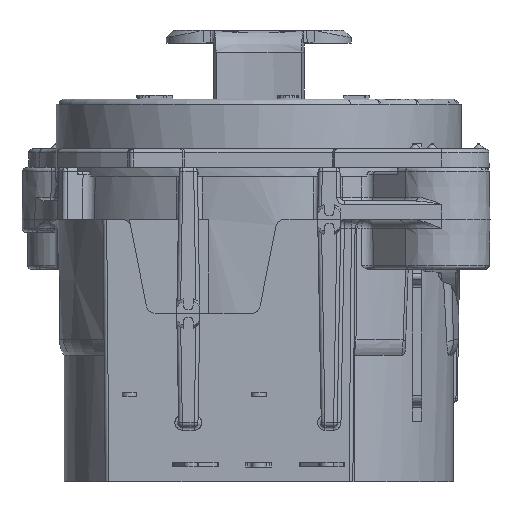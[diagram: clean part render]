
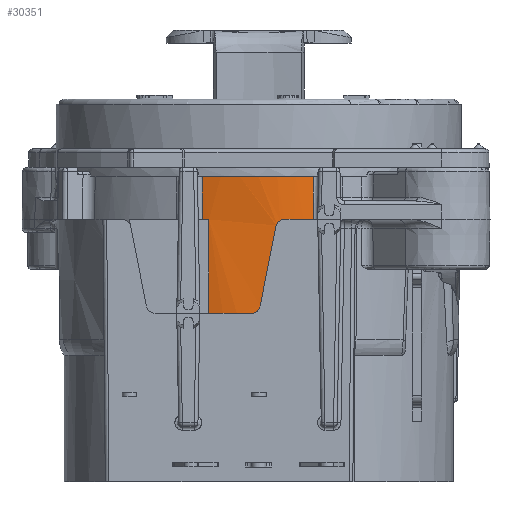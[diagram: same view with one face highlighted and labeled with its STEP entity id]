
A CAD part, front view. The second image highlights one B-rep face of the part: STEP entity #30351.
In plain terms, the highlighted conical face has half-angle 1 degrees and reference radius 10.924 mm.
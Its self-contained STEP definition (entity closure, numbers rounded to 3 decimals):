
#5732=CARTESIAN_POINT('',(0.,0.,-6.51));
#5733=DIRECTION('',(0.,0.,1.));
#5734=DIRECTION('',(-0.277,-0.961,0.));
#5735=AXIS2_PLACEMENT_3D('',#5732,#5733,#5734);
#5750=CARTESIAN_POINT('',(2.971,-10.445,
-4.2));
#5751=CARTESIAN_POINT('',(2.967,-10.451,
-4.454));
#5752=CARTESIAN_POINT('',(2.958,-10.463,
-4.963));
#5753=CARTESIAN_POINT('',(2.945,-10.481,
-5.733));
#5754=CARTESIAN_POINT('',(2.935,-10.493,
-6.25));
#5755=CARTESIAN_POINT('',(2.931,-10.499,
-6.51));
#5757=CARTESIAN_POINT('',(-2.695,-10.653,-11.59));
#5758=CARTESIAN_POINT('',(-2.695,-10.643,
-11.026));
#5759=CARTESIAN_POINT('',(-2.695,-10.623,
-9.897));
#5760=CARTESIAN_POINT('',(-2.695,-10.592,
-8.203));
#5761=CARTESIAN_POINT('',(-2.695,-10.572,
-7.074));
#5762=CARTESIAN_POINT('',(-2.695,-10.562,-6.51));
#5764=CARTESIAN_POINT('',(-3.019,-10.473,
-6.51));
#5765=CARTESIAN_POINT('',(-3.023,-10.467,
-6.253));
#5766=CARTESIAN_POINT('',(-3.03,-10.455,
-5.74));
#5767=CARTESIAN_POINT('',(-3.044,-10.437,
-4.97));
#5768=CARTESIAN_POINT('',(-3.054,-10.426,
-4.457));
#5769=CARTESIAN_POINT('',(-3.058,-10.42,
-4.2));
#5771=CARTESIAN_POINT('',(0.,0.,-4.2));
#5772=DIRECTION('',(0.,0.,-1.));
#5773=DIRECTION('',(0.274,-0.962,0.));
#5774=AXIS2_PLACEMENT_3D('',#5771,#5772,#5773);
#5776=CARTESIAN_POINT('',(0.,0.,-4.2));
#5777=DIRECTION('',(0.,0.,-1.));
#5778=DIRECTION('',(0.,-1.,0.));
#5779=AXIS2_PLACEMENT_3D('',#5776,#5777,#5778);
#9448=CARTESIAN_POINT('',(2.931,-10.499,
-6.51));
#9454=CARTESIAN_POINT('',(0.,0.,-6.51));
#9455=DIRECTION('',(0.,0.,1.));
#9456=DIRECTION('',(0.129,-0.992,0.));
#9457=AXIS2_PLACEMENT_3D('',#9454,#9455,#9456);
#9469=CARTESIAN_POINT('',(0.921,-10.868,
-6.913));
#9470=CARTESIAN_POINT('',(0.929,-10.867,
-6.868));
#9471=CARTESIAN_POINT('',(0.959,-10.863,
-6.781));
#9472=CARTESIAN_POINT('',(1.04,-10.853,
-6.666));
#9473=CARTESIAN_POINT('',(1.144,-10.841,
-6.58));
#9474=CARTESIAN_POINT('',(1.272,-10.826,
-6.523));
#9475=CARTESIAN_POINT('',(1.365,-10.814,-6.51));
#9476=CARTESIAN_POINT('',(1.411,-10.808,-6.51));
#9482=CARTESIAN_POINT('',(0.079,-10.981,
-11.187));
#9483=CARTESIAN_POINT('',(0.36,-10.954,
-9.762));
#9484=CARTESIAN_POINT('',(0.64,-10.917,
-8.338));
#9485=CARTESIAN_POINT('',(0.921,-10.868,
-6.913));
#9501=CARTESIAN_POINT('',(-0.411,-10.981,-11.59));
#9502=CARTESIAN_POINT('',(-0.358,-10.983,-11.59));
#9503=CARTESIAN_POINT('',(-0.25,-10.986,
-11.573));
#9504=CARTESIAN_POINT('',(-0.106,-10.987,
-11.497));
#9505=CARTESIAN_POINT('',(-0.031,-10.986,
-11.419));
#9506=CARTESIAN_POINT('',(0.,-10.985,
-11.374));
#9508=CARTESIAN_POINT('',(0.,-10.985,
-11.374));
#9509=CARTESIAN_POINT('',(0.013,-10.985,
-11.356));
#9510=CARTESIAN_POINT('',(0.036,-10.984,
-11.316));
#9511=CARTESIAN_POINT('',(0.063,-10.983,
-11.253));
#9512=CARTESIAN_POINT('',(0.075,-10.982,
-11.209));
#9513=CARTESIAN_POINT('',(0.079,-10.981,
-11.187));
#9519=CARTESIAN_POINT('',(0.,0.,-11.59));
#9520=DIRECTION('',(0.,0.,1.));
#9521=DIRECTION('',(-0.245,-0.969,0.));
#9522=AXIS2_PLACEMENT_3D('',#9519,#9520,#9521);
#19626=CARTESIAN_POINT('',(2.971,-10.445,-4.2));
#19627=CARTESIAN_POINT('',(0.,-10.86,-4.2));
#19628=VERTEX_POINT('',#19626);
#19629=VERTEX_POINT('',#19627);
#19630=CARTESIAN_POINT('',(-3.061,-10.419,-4.2));
#19631=VERTEX_POINT('',#19630);
#20383=VERTEX_POINT('',#9448);
#20386=CARTESIAN_POINT('',(1.411,-10.808,-6.51));
#20387=VERTEX_POINT('',#20386);
#21273=CARTESIAN_POINT('',(-3.021,-10.473,-6.51));
#21274=CARTESIAN_POINT('',(-2.695,-10.562,-6.51));
#21275=VERTEX_POINT('',#21273);
#21276=VERTEX_POINT('',#21274);
#21287=VERTEX_POINT('',#9469);
#21288=VERTEX_POINT('',#9482);
#21289=VERTEX_POINT('',#9508);
#21290=VERTEX_POINT('',#9501);
#21291=CARTESIAN_POINT('',(-2.695,-10.653,-11.59));
#21292=VERTEX_POINT('',#21291);
#30321=CARTESIAN_POINT('',(0.,0.,-7.895));
#30322=DIRECTION('',(0.,0.,-1.));
#30323=DIRECTION('',(0.,-1.,0.));
#30324=AXIS2_PLACEMENT_3D('',#30321,#30322,#30323);
#30325=CONICAL_SURFACE('',#30324,10.924,1.);
#30327=ORIENTED_EDGE('',*,*,#30326,.F.);
#30329=ORIENTED_EDGE('',*,*,#30328,.F.);
#30331=ORIENTED_EDGE('',*,*,#30330,.T.);
#30333=ORIENTED_EDGE('',*,*,#30332,.F.);
#30335=ORIENTED_EDGE('',*,*,#30334,.F.);
#30337=ORIENTED_EDGE('',*,*,#30336,.F.);
#30339=ORIENTED_EDGE('',*,*,#30338,.F.);
#30341=ORIENTED_EDGE('',*,*,#30340,.F.);
#30343=ORIENTED_EDGE('',*,*,#30342,.F.);
#30345=ORIENTED_EDGE('',*,*,#30344,.T.);
#30346=ORIENTED_EDGE('',*,*,#30309,.F.);
#30348=ORIENTED_EDGE('',*,*,#30347,.T.);
#30349=EDGE_LOOP('',(#30327,#30329,#30331,#30333,#30335,#30337,#30339,#30341,
#30343,#30345,#30346,#30348));
#30350=FACE_OUTER_BOUND('',#30349,.F.);
#30351=ADVANCED_FACE('',(#30350),#30325,.T.);
#5736=CIRCLE('',#5735,10.9);
#5756=B_SPLINE_CURVE_WITH_KNOTS('',3,(#5750,#5751,#5752,#5753,#5754,#5755),
.UNSPECIFIED.,.F.,.F.,(4,1,1,4),(0.,0.333,0.667,1.),
.UNSPECIFIED.);
#5763=B_SPLINE_CURVE_WITH_KNOTS('',3,(#5757,#5758,#5759,#5760,#5761,#5762),
.UNSPECIFIED.,.F.,.F.,(4,1,1,4),(0.,0.333,0.667,1.),
.UNSPECIFIED.);
#5770=B_SPLINE_CURVE_WITH_KNOTS('',3,(#5764,#5765,#5766,#5767,#5768,#5769),
.UNSPECIFIED.,.F.,.F.,(4,1,1,4),(0.,0.333,0.667,1.),
.UNSPECIFIED.);
#5775=CIRCLE('',#5774,10.86);
#5780=CIRCLE('',#5779,10.86);
#9458=CIRCLE('',#9457,10.9);
#9477=B_SPLINE_CURVE_WITH_KNOTS('',3,(#9469,#9470,#9471,#9472,#9473,#9474,#9475,
#9476),.UNSPECIFIED.,.F.,.F.,(4,1,1,1,1,4),(0.,0.2,0.4,0.6,0.8,1.),
.UNSPECIFIED.);
#9486=B_SPLINE_CURVE_WITH_KNOTS('',3,(#9482,#9483,#9484,#9485),.UNSPECIFIED.,
.F.,.F.,(4,4),(0.,1.),.UNSPECIFIED.);
#9507=B_SPLINE_CURVE_WITH_KNOTS('',3,(#9501,#9502,#9503,#9504,#9505,#9506),
.UNSPECIFIED.,.F.,.F.,(4,1,1,4),(0.,0.333,0.667,1.),
.UNSPECIFIED.);
#9514=B_SPLINE_CURVE_WITH_KNOTS('',3,(#9508,#9509,#9510,#9511,#9512,#9513),
.UNSPECIFIED.,.F.,.F.,(4,1,1,4),(0.,0.333,0.667,1.),
.UNSPECIFIED.);
#9523=CIRCLE('',#9522,10.989);
#30309=EDGE_CURVE('',#21275,#21276,#5736,.T.);
#30326=EDGE_CURVE('',#19629,#19631,#5780,.T.);
#30328=EDGE_CURVE('',#19628,#19629,#5775,.T.);
#30330=EDGE_CURVE('',#19628,#20383,#5756,.T.);
#30332=EDGE_CURVE('',#20387,#20383,#9458,.T.);
#30334=EDGE_CURVE('',#21287,#20387,#9477,.T.);
#30336=EDGE_CURVE('',#21288,#21287,#9486,.T.);
#30338=EDGE_CURVE('',#21289,#21288,#9514,.T.);
#30340=EDGE_CURVE('',#21290,#21289,#9507,.T.);
#30342=EDGE_CURVE('',#21292,#21290,#9523,.T.);
#30344=EDGE_CURVE('',#21292,#21276,#5763,.T.);
#30347=EDGE_CURVE('',#21275,#19631,#5770,.T.);
